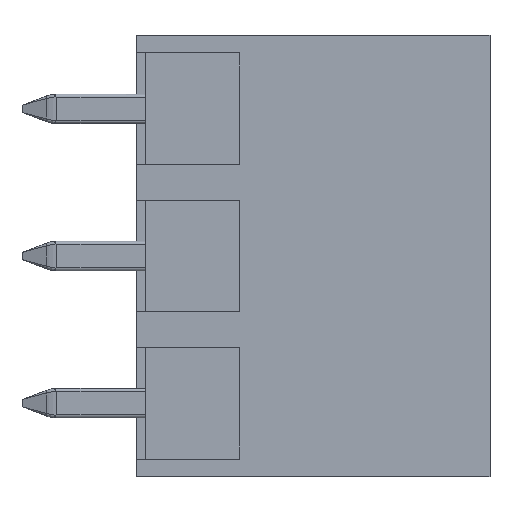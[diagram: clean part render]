
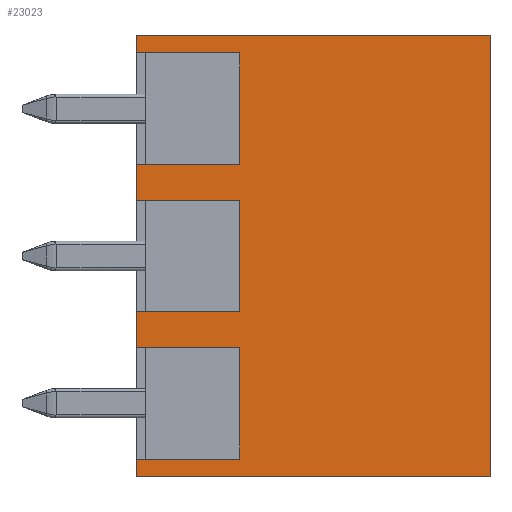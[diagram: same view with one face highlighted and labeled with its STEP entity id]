
A CAD part, front view. The second image highlights one B-rep face of the part: STEP entity #23023.
In plain terms, the highlighted planar face has unit normal (0, -1, 0).
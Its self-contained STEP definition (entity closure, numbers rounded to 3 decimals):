
#2347=CARTESIAN_POINT('',(9.5,-3.8,-12.5));
#2348=VERTEX_POINT('',#2347);
#2355=CARTESIAN_POINT('',(-2.5,-3.8,-12.5));
#2356=VERTEX_POINT('',#2355);
#2357=CARTESIAN_POINT('',(9.5,-3.8,-12.5));
#2358=DIRECTION('',(-1.0,0.0,0.0));
#2359=VECTOR('',#2358,12.);
#2360=LINE('',#2357,#2359);
#2361=EDGE_CURVE('',#2348,#2356,#2360,.T.);
#2483=CARTESIAN_POINT('',(-2.5,-3.8,2.5));
#2484=VERTEX_POINT('',#2483);
#2491=CARTESIAN_POINT('',(9.5,-3.8,2.5));
#2492=VERTEX_POINT('',#2491);
#2493=CARTESIAN_POINT('',(9.5,-3.8,2.5));
#2494=DIRECTION('',(-1.0,0.0,0.0));
#2495=VECTOR('',#2494,12.);
#2496=LINE('',#2493,#2495);
#2497=EDGE_CURVE('',#2492,#2484,#2496,.T.);
#8394=CARTESIAN_POINT('',(1.,-3.8,-8.1));
#8395=VERTEX_POINT('',#8394);
#8402=CARTESIAN_POINT('',(-2.5,-3.8,-8.1));
#8403=VERTEX_POINT('',#8402);
#8404=CARTESIAN_POINT('',(-2.5,-3.8,-8.1));
#8405=DIRECTION('',(1.0,0.0,0.0));
#8406=VECTOR('',#8405,3.5);
#8407=LINE('',#8404,#8406);
#8408=EDGE_CURVE('',#8403,#8395,#8407,.T.);
#8424=CARTESIAN_POINT('',(1.,-3.8,-11.9));
#8425=VERTEX_POINT('',#8424);
#8434=CARTESIAN_POINT('',(1.,-3.8,-8.1));
#8435=DIRECTION('',(0.0,0.0,-1.0));
#8436=VECTOR('',#8435,3.8);
#8437=LINE('',#8434,#8436);
#8438=EDGE_CURVE('',#8395,#8425,#8437,.T.);
#8537=CARTESIAN_POINT('',(-2.5,-3.8,-11.9));
#8538=VERTEX_POINT('',#8537);
#8539=CARTESIAN_POINT('',(1.,-3.8,-11.9));
#8540=DIRECTION('',(-1.0,0.0,0.0));
#8541=VECTOR('',#8540,3.5);
#8542=LINE('',#8539,#8541);
#8543=EDGE_CURVE('',#8425,#8538,#8542,.T.);
#14806=CARTESIAN_POINT('',(1.,-3.8,-3.1));
#14807=VERTEX_POINT('',#14806);
#14814=CARTESIAN_POINT('',(-2.5,-3.8,-3.1));
#14815=VERTEX_POINT('',#14814);
#14816=CARTESIAN_POINT('',(-2.5,-3.8,-3.1));
#14817=DIRECTION('',(1.0,0.0,0.0));
#14818=VECTOR('',#14817,3.5);
#14819=LINE('',#14816,#14818);
#14820=EDGE_CURVE('',#14815,#14807,#14819,.T.);
#14836=CARTESIAN_POINT('',(1.,-3.8,-6.9));
#14837=VERTEX_POINT('',#14836);
#14846=CARTESIAN_POINT('',(1.,-3.8,-3.1));
#14847=DIRECTION('',(0.0,0.0,-1.0));
#14848=VECTOR('',#14847,3.8);
#14849=LINE('',#14846,#14848);
#14850=EDGE_CURVE('',#14807,#14837,#14849,.T.);
#14949=CARTESIAN_POINT('',(-2.5,-3.8,-6.9));
#14950=VERTEX_POINT('',#14949);
#14951=CARTESIAN_POINT('',(1.,-3.8,-6.9));
#14952=DIRECTION('',(-1.0,0.0,0.0));
#14953=VECTOR('',#14952,3.5);
#14954=LINE('',#14951,#14953);
#14955=EDGE_CURVE('',#14837,#14950,#14954,.T.);
#21374=CARTESIAN_POINT('',(1.,-3.8,1.9));
#21375=VERTEX_POINT('',#21374);
#21382=CARTESIAN_POINT('',(-2.5,-3.8,1.9));
#21383=VERTEX_POINT('',#21382);
#21384=CARTESIAN_POINT('',(-2.5,-3.8,1.9));
#21385=DIRECTION('',(1.0,0.0,0.0));
#21386=VECTOR('',#21385,3.5);
#21387=LINE('',#21384,#21386);
#21388=EDGE_CURVE('',#21383,#21375,#21387,.T.);
#21404=CARTESIAN_POINT('',(1.,-3.8,-1.9));
#21405=VERTEX_POINT('',#21404);
#21414=CARTESIAN_POINT('',(1.,-3.8,1.9));
#21415=DIRECTION('',(0.0,0.0,-1.0));
#21416=VECTOR('',#21415,3.8);
#21417=LINE('',#21414,#21416);
#21418=EDGE_CURVE('',#21375,#21405,#21417,.T.);
#21517=CARTESIAN_POINT('',(-2.5,-3.8,-1.9));
#21518=VERTEX_POINT('',#21517);
#21519=CARTESIAN_POINT('',(1.,-3.8,-1.9));
#21520=DIRECTION('',(-1.0,0.0,0.0));
#21521=VECTOR('',#21520,3.5);
#21522=LINE('',#21519,#21521);
#21523=EDGE_CURVE('',#21405,#21518,#21522,.T.);
#21550=CARTESIAN_POINT('',(-2.5,-3.8,-12.5));
#21551=DIRECTION('',(0.0,0.0,1.0));
#21552=VECTOR('',#21551,0.6);
#21553=LINE('',#21550,#21552);
#21554=EDGE_CURVE('',#2356,#8538,#21553,.T.);
#21559=CARTESIAN_POINT('',(-2.5,-3.8,-8.1));
#21560=DIRECTION('',(0.0,0.0,1.0));
#21561=VECTOR('',#21560,1.2);
#21562=LINE('',#21559,#21561);
#21563=EDGE_CURVE('',#8403,#14950,#21562,.T.);
#21568=CARTESIAN_POINT('',(-2.5,-3.8,-3.1));
#21569=DIRECTION('',(0.0,0.0,1.0));
#21570=VECTOR('',#21569,1.2);
#21571=LINE('',#21568,#21570);
#21572=EDGE_CURVE('',#14815,#21518,#21571,.T.);
#21577=CARTESIAN_POINT('',(-2.5,-3.8,1.9));
#21578=DIRECTION('',(0.0,0.0,1.0));
#21579=VECTOR('',#21578,0.6);
#21580=LINE('',#21577,#21579);
#21581=EDGE_CURVE('',#21383,#2484,#21580,.T.);
#22924=CARTESIAN_POINT('',(9.5,-3.8,-12.5));
#22925=DIRECTION('',(0.0,0.0,1.0));
#22926=VECTOR('',#22925,15.0);
#22927=LINE('',#22924,#22926);
#22928=EDGE_CURVE('',#2348,#2492,#22927,.T.);
#23000=CARTESIAN_POINT('',(9.5,-3.8,0.0));
#23001=DIRECTION('',(0.0,-1.0,0.0));
#23002=DIRECTION('',(0.0,0.0,-1.0));
#23003=AXIS2_PLACEMENT_3D('',#23000,#23001,#23002);
#23004=PLANE('',#23003);
#23005=ORIENTED_EDGE('',*,*,#21581,.F.);
#23006=ORIENTED_EDGE('',*,*,#21388,.T.);
#23007=ORIENTED_EDGE('',*,*,#21418,.T.);
#23008=ORIENTED_EDGE('',*,*,#21523,.T.);
#23009=ORIENTED_EDGE('',*,*,#21572,.F.);
#23010=ORIENTED_EDGE('',*,*,#14820,.T.);
#23011=ORIENTED_EDGE('',*,*,#14850,.T.);
#23012=ORIENTED_EDGE('',*,*,#14955,.T.);
#23013=ORIENTED_EDGE('',*,*,#21563,.F.);
#23014=ORIENTED_EDGE('',*,*,#8408,.T.);
#23015=ORIENTED_EDGE('',*,*,#8438,.T.);
#23016=ORIENTED_EDGE('',*,*,#8543,.T.);
#23017=ORIENTED_EDGE('',*,*,#21554,.F.);
#23018=ORIENTED_EDGE('',*,*,#2361,.F.);
#23019=ORIENTED_EDGE('',*,*,#22928,.T.);
#23020=ORIENTED_EDGE('',*,*,#2497,.T.);
#23021=EDGE_LOOP('',(#23005,#23006,#23007,#23008,#23009,#23010,#23011,#23012,#23013,#23014,#23015,#23016,#23017,#23018,#23019,#23020));
#23022=FACE_OUTER_BOUND('',#23021,.T.);
#23023=ADVANCED_FACE('',(#23022),#23004,.T.);
